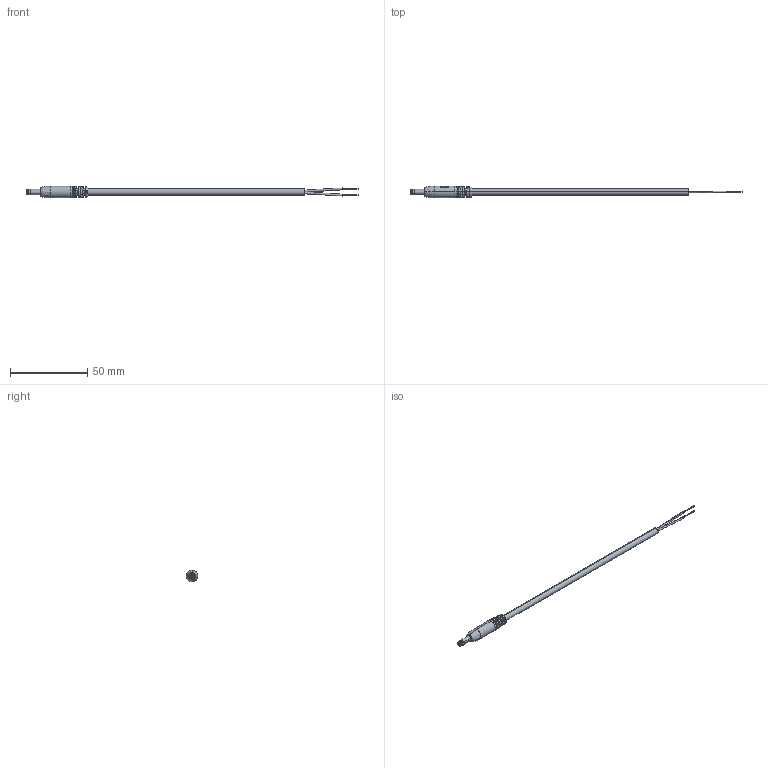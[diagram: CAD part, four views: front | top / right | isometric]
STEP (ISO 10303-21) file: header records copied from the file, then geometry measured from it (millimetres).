
FILE_DESCRIPTION (( 'STEP AP203' ), '1' );
FILE_NAME ('10-02230_revA.STEP', '2016-10-27T21:42:42', ( '' ), ( '' ), 'SwSTEP 2.0', 'SolidWorks 2015', '' );
FILE_SCHEMA (( 'CONFIG_CONTROL_DESIGN' ));
Length unit declared in the file: millimetre
Products named in the file (8): 50-00056 insulator block; 10-02230_revA; 50-00056; 50-00056 shell; 50-00056 pin; 30-00692_s+t 10 mm; 50-00056 insulator; 24-00181_default
Assembly tree (7 placements, depth 3):
  10-02230_revA
    30-00692_s+t 10 mm
    24-00181_default
    50-00056
      50-00056 insulator block
      50-00056 insulator
      50-00056 pin
      50-00056 shell
Bounding box: 215.56 x 7.6 x 7.6 mm (x, y, z)
Volume: 3149 mm3; surface area: 9681.3 mm2
Topology: 33 solids, 33 shells, 584 faces, 1323 edges, 834 vertices
Faces by surface type: cylinder 225, plane 197, bspline 103, cone 39, torus 20
Entity records: 20630 total; most frequent: CARTESIAN_POINT 7099, ORIENTED_EDGE 2630, DIRECTION 2571, EDGE_CURVE 1315, AXIS2_PLACEMENT_3D 1076, VERTEX_POINT 834, EDGE_LOOP 683, ADVANCED_FACE 584
